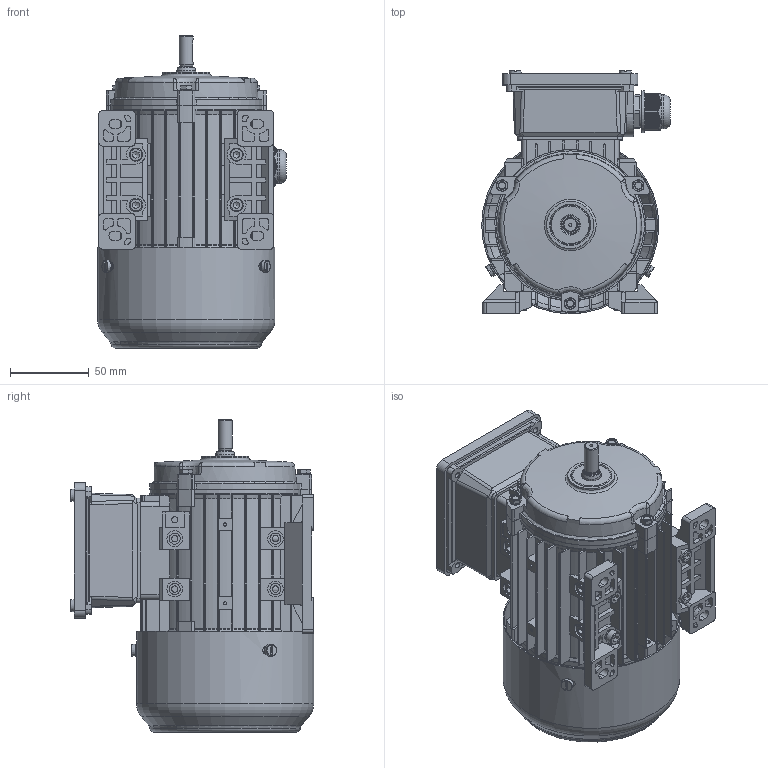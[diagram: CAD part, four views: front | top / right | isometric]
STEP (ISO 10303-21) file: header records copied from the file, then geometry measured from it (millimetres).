
FILE_DESCRIPTION(/* description */ (''),/* implementation_level */ '2;1');
FILE_NAME(/* name */ 'JL-56-B3.stp',/* time_stamp */ '2018-12-30T13:56:46+08:00',/* author */ (''),/* organization */ (''),/* preprocessor_version */ 'ST-DEVELOPER v16.7',/* originating_system */ 'SIEMENS PLM Software NX 12.0',/* authorisation */ '');
FILE_SCHEMA (('AP203_CONFIGURATION_CONTROLLED_3D_DESIGN_OF_MECHANICAL_PARTS_AND_ASSEMBLIES_MIM_LF { 1 0 10303 403 2 1 2}'));
Length unit declared in the file: millimetre
Products named in the file (1): JL-56-B3
Bounding box: 119.88 x 154.7 x 198.42 mm (x, y, z)
Volume: 404776.5 mm3; surface area: 335235 mm2
Topology: 47 solids, 47 shells, 3145 faces, 8583 edges, 5666 vertices
Faces by surface type: plane 1801, cylinder 1016, torus 166, cone 124, bspline 26, sphere 12
Full cylindrical faces by diameter (mm): 2 x1, 3 x7, 3.545 x13, 4 x17, 4.132 x5, 4.134 x5, 4.9 x6, 5 x4, 6 x4, 7.5 x4, 8.4 x1, 8.5 x4, 9 x1, 9.5 x4, 10.6 x1, 11.2 x1, 11.4 x2, 12 x6, 13.75 x1, 14 x1, 16.25 x2, 18.75 x5, 19.375 x6, 20 x11, 20.625 x6, 21.25 x6, 21.562 x1, 25 x4, 26.562 x1, 30 x2
Entity records: 104960 total; most frequent: CARTESIAN_POINT 27198, ORIENTED_EDGE 16284, DIRECTION 15548, EDGE_CURVE 8142, VERTEX_POINT 5499, AXIS2_PLACEMENT_3D 5499, LINE 4550, VECTOR 4550
